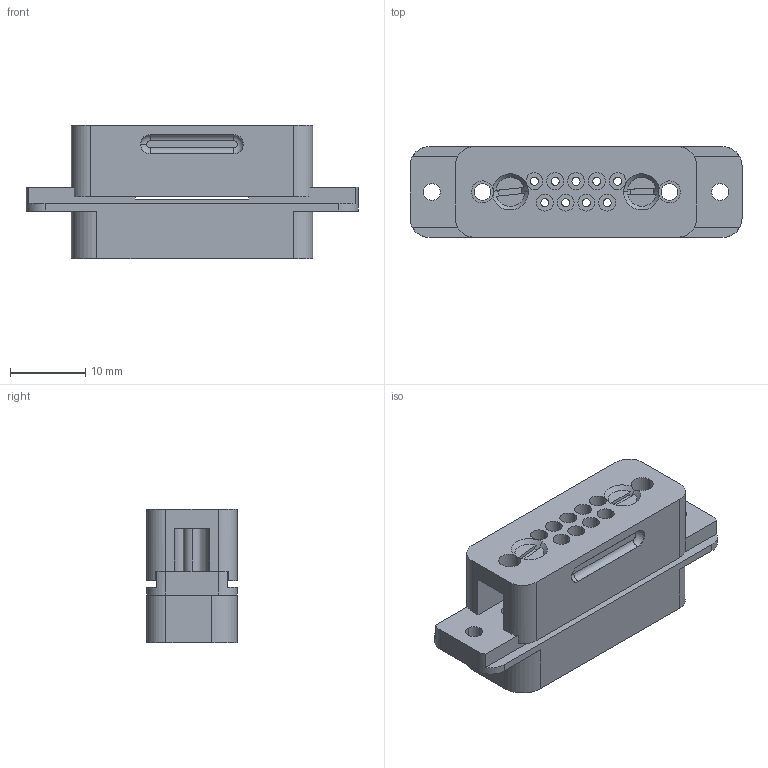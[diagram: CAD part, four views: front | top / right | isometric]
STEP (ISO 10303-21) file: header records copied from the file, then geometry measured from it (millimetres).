
FILE_DESCRIPTION (( 'STEP AP203' ), '1' );
FILE_NAME ('112125 ACCU-GLASS PRODUCTS, INC.STEP', '2009-06-17T16:23:55', ( ' ' ), ( ' ' ), 'SwSTEP 2.0', 'SolidWorks 2006004', '' );
FILE_SCHEMA (( 'CONFIG_CONTROL_DESIGN' ));
Length unit declared in the file: inch
Products named in the file (1): 112125 ACCU-GLASS PRODUCTS, INC
Bounding box: 44.2 x 12.06 x 17.78 mm (x, y, z)
Volume: 5214.2 mm3; surface area: 4530.6 mm2
Topology: 1 solids, 1 shells, 155 faces, 448 edges, 294 vertices
Faces by surface type: cylinder 85, plane 59, torus 7, cone 4
Entity records: 5390 total; most frequent: DIRECTION 963, CARTESIAN_POINT 951, ORIENTED_EDGE 896, EDGE_CURVE 448, AXIS2_PLACEMENT_3D 374, VERTEX_POINT 294, CIRCLE 218, VECTOR 215
